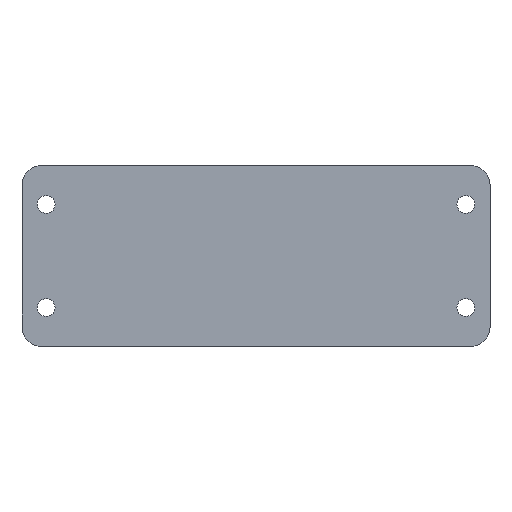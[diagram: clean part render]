
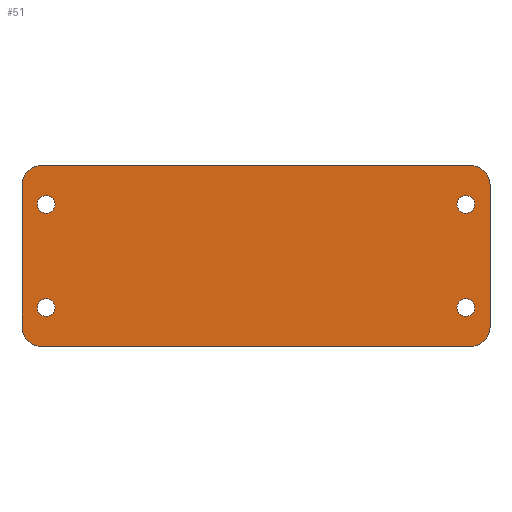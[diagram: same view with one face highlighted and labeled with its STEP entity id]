
A CAD part, top view. The second image highlights one B-rep face of the part: STEP entity #51.
In plain terms, the highlighted planar face has unit normal (0, 0, 1).
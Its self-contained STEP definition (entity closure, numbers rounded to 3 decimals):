
#51=ADVANCED_FACE('NONE',(#109,#110,#111,#112,#113),#114,.T.);
#109=FACE_OUTER_BOUND('',#179,.T.);
#110=FACE_BOUND('',#180,.T.);
#111=FACE_BOUND('',#181,.T.);
#112=FACE_BOUND('',#182,.T.);
#113=FACE_BOUND('',#183,.T.);
#114=PLANE('',#184);
#179=EDGE_LOOP('',(#263,#264,#265,#266,#267,#268,#269,#270));
#180=EDGE_LOOP('',(#271,#272));
#181=EDGE_LOOP('',(#273,#274));
#182=EDGE_LOOP('',(#275,#276));
#183=EDGE_LOOP('',(#277,#278));
#184=AXIS2_PLACEMENT_3D('',#279,#280,#281);
#263=ORIENTED_EDGE('',*,*,#420,.T.);
#264=ORIENTED_EDGE('',*,*,#421,.T.);
#265=ORIENTED_EDGE('',*,*,#422,.T.);
#266=ORIENTED_EDGE('',*,*,#423,.T.);
#267=ORIENTED_EDGE('',*,*,#424,.T.);
#268=ORIENTED_EDGE('',*,*,#425,.T.);
#269=ORIENTED_EDGE('',*,*,#426,.T.);
#270=ORIENTED_EDGE('',*,*,#427,.T.);
#271=ORIENTED_EDGE('',*,*,#405,.F.);
#272=ORIENTED_EDGE('',*,*,#428,.F.);
#273=ORIENTED_EDGE('',*,*,#415,.F.);
#274=ORIENTED_EDGE('',*,*,#429,.F.);
#275=ORIENTED_EDGE('',*,*,#410,.F.);
#276=ORIENTED_EDGE('',*,*,#430,.F.);
#277=ORIENTED_EDGE('',*,*,#400,.F.);
#278=ORIENTED_EDGE('',*,*,#431,.F.);
#279=CARTESIAN_POINT('',(-66.5,22.0,2.0));
#280=DIRECTION('',(0.0,0.0,1.0));
#281=DIRECTION('',(1.0,-0.0,0.0));
#400=EDGE_CURVE('NONE',#467,#468,#469,.T.);
#405=EDGE_CURVE('NONE',#476,#477,#478,.T.);
#410=EDGE_CURVE('NONE',#485,#486,#487,.T.);
#415=EDGE_CURVE('NONE',#494,#495,#496,.T.);
#420=EDGE_CURVE('NONE',#503,#504,#505,.T.);
#421=EDGE_CURVE('NONE',#504,#506,#507,.T.);
#422=EDGE_CURVE('NONE',#506,#508,#509,.T.);
#423=EDGE_CURVE('NONE',#508,#510,#511,.T.);
#424=EDGE_CURVE('NONE',#510,#512,#513,.T.);
#425=EDGE_CURVE('NONE',#512,#514,#515,.T.);
#426=EDGE_CURVE('NONE',#514,#516,#517,.T.);
#427=EDGE_CURVE('NONE',#516,#503,#518,.T.);
#428=EDGE_CURVE('NONE',#477,#476,#519,.T.);
#429=EDGE_CURVE('NONE',#495,#494,#520,.T.);
#430=EDGE_CURVE('NONE',#486,#485,#521,.T.);
#431=EDGE_CURVE('NONE',#468,#467,#522,.T.);
#467=VERTEX_POINT('NONE',#566);
#468=VERTEX_POINT('NONE',#567);
#469=CIRCLE('',#568,2.75);
#476=VERTEX_POINT('NONE',#577);
#477=VERTEX_POINT('NONE',#578);
#478=CIRCLE('',#579,2.75);
#485=VERTEX_POINT('NONE',#588);
#486=VERTEX_POINT('NONE',#589);
#487=CIRCLE('',#590,2.75);
#494=VERTEX_POINT('NONE',#599);
#495=VERTEX_POINT('NONE',#600);
#496=CIRCLE('',#601,2.75);
#503=VERTEX_POINT('NONE',#610);
#504=VERTEX_POINT('NONE',#611);
#505=CIRCLE('',#612,6.0);
#506=VERTEX_POINT('NONE',#613);
#507=LINE('',#614,#615);
#508=VERTEX_POINT('NONE',#616);
#509=CIRCLE('',#617,6.0);
#510=VERTEX_POINT('NONE',#618);
#511=LINE('',#619,#620);
#512=VERTEX_POINT('NONE',#621);
#513=CIRCLE('',#622,6.);
#514=VERTEX_POINT('NONE',#623);
#515=LINE('',#624,#625);
#516=VERTEX_POINT('NONE',#626);
#517=CIRCLE('',#627,6.);
#518=LINE('',#628,#629);
#519=CIRCLE('',#630,2.75);
#520=CIRCLE('',#631,2.75);
#521=CIRCLE('',#632,2.75);
#522=CIRCLE('',#633,2.75);
#566=CARTESIAN_POINT('',(-67.75,-16.0,2.0));
#567=CARTESIAN_POINT('',(-62.25,-16.0,2.0));
#568=AXIS2_PLACEMENT_3D('',#688,#689,#690);
#577=CARTESIAN_POINT('',(62.25,-16.0,2.0));
#578=CARTESIAN_POINT('',(67.75,-16.0,2.0));
#579=AXIS2_PLACEMENT_3D('',#696,#697,#698);
#588=CARTESIAN_POINT('',(62.25,16.0,2.0));
#589=CARTESIAN_POINT('',(67.75,16.0,2.0));
#590=AXIS2_PLACEMENT_3D('',#704,#705,#706);
#599=CARTESIAN_POINT('',(-67.75,16.0,2.0));
#600=CARTESIAN_POINT('',(-62.25,16.0,2.0));
#601=AXIS2_PLACEMENT_3D('',#712,#713,#714);
#610=CARTESIAN_POINT('',(-66.5,28.0,2.0));
#611=CARTESIAN_POINT('',(-72.5,22.0,2.0));
#612=AXIS2_PLACEMENT_3D('',#720,#721,#722);
#613=CARTESIAN_POINT('',(-72.5,-22.0,2.0));
#614=CARTESIAN_POINT('',(-72.5,22.0,2.0));
#615=VECTOR('',#723,1000.0);
#616=CARTESIAN_POINT('',(-66.5,-28.0,2.0));
#617=AXIS2_PLACEMENT_3D('',#724,#725,#726);
#618=CARTESIAN_POINT('',(66.5,-28.0,2.0));
#619=CARTESIAN_POINT('',(-66.5,-28.0,2.0));
#620=VECTOR('',#727,1000.0);
#621=CARTESIAN_POINT('',(72.5,-22.0,2.0));
#622=AXIS2_PLACEMENT_3D('',#728,#729,#730);
#623=CARTESIAN_POINT('',(72.5,22.0,2.0));
#624=CARTESIAN_POINT('',(72.5,22.0,2.0));
#625=VECTOR('',#731,1000.0);
#626=CARTESIAN_POINT('',(66.5,28.0,2.0));
#627=AXIS2_PLACEMENT_3D('',#732,#733,#734);
#628=CARTESIAN_POINT('',(-66.5,28.0,2.0));
#629=VECTOR('',#735,1000.0);
#630=AXIS2_PLACEMENT_3D('',#736,#737,#738);
#631=AXIS2_PLACEMENT_3D('',#739,#740,#741);
#632=AXIS2_PLACEMENT_3D('',#742,#743,#744);
#633=AXIS2_PLACEMENT_3D('',#745,#746,#747);
#688=CARTESIAN_POINT('',(-65.0,-16.0,2.0));
#689=DIRECTION('',(0.0,0.0,1.0));
#690=DIRECTION('',(1.0,0.0,0.0));
#696=CARTESIAN_POINT('',(65.0,-16.0,2.0));
#697=DIRECTION('',(0.0,0.0,1.0));
#698=DIRECTION('',(1.0,0.0,0.0));
#704=CARTESIAN_POINT('',(65.0,16.0,2.0));
#705=DIRECTION('',(0.0,0.0,1.0));
#706=DIRECTION('',(1.0,0.0,0.0));
#712=CARTESIAN_POINT('',(-65.0,16.0,2.0));
#713=DIRECTION('',(0.0,0.0,1.0));
#714=DIRECTION('',(1.0,0.0,0.0));
#720=CARTESIAN_POINT('',(-66.5,22.0,2.0));
#721=DIRECTION('',(0.0,0.0,1.0));
#722=DIRECTION('',(1.0,0.0,0.0));
#723=DIRECTION('',(0.0,-1.0,0.0));
#724=CARTESIAN_POINT('',(-66.5,-22.0,2.0));
#725=DIRECTION('',(0.0,0.0,1.0));
#726=DIRECTION('',(1.0,0.0,0.0));
#727=DIRECTION('',(1.0,0.0,0.0));
#728=CARTESIAN_POINT('',(66.5,-22.0,2.0));
#729=DIRECTION('',(0.0,0.0,1.0));
#730=DIRECTION('',(1.0,0.0,0.0));
#731=DIRECTION('',(-0.0,1.0,-0.0));
#732=CARTESIAN_POINT('',(66.5,22.0,2.0));
#733=DIRECTION('',(0.0,0.0,1.0));
#734=DIRECTION('',(-1.0,0.0,0.0));
#735=DIRECTION('',(-1.0,-0.0,-0.0));
#736=CARTESIAN_POINT('',(65.0,-16.0,2.0));
#737=DIRECTION('',(0.0,0.0,1.0));
#738=DIRECTION('',(1.0,0.0,0.0));
#739=CARTESIAN_POINT('',(-65.0,16.0,2.0));
#740=DIRECTION('',(0.0,0.0,1.0));
#741=DIRECTION('',(1.0,0.0,0.0));
#742=CARTESIAN_POINT('',(65.0,16.0,2.0));
#743=DIRECTION('',(0.0,0.0,1.0));
#744=DIRECTION('',(1.0,0.0,0.0));
#745=CARTESIAN_POINT('',(-65.0,-16.0,2.0));
#746=DIRECTION('',(0.0,0.0,1.0));
#747=DIRECTION('',(1.0,0.0,0.0));
